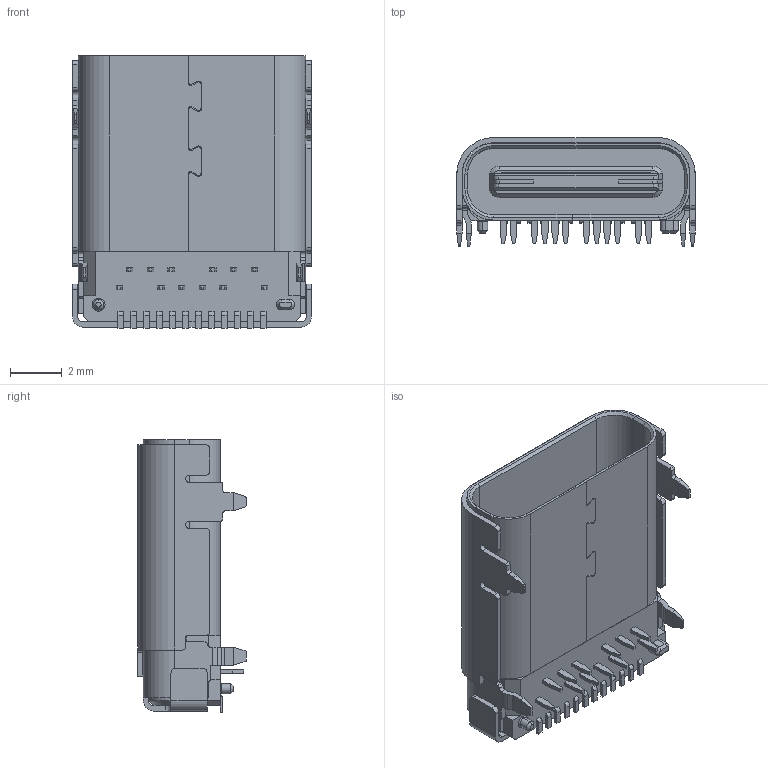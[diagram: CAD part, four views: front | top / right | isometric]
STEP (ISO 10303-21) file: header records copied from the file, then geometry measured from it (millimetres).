
FILE_DESCRIPTION (( 'STEP AP214' ), '1' );
FILE_NAME ('12401548E4#2A.STEP', '2019-10-30T21:26:41', ( '' ), ( '' ), 'SwSTEP 2.0', 'SolidWorks 2017', '' );
FILE_SCHEMA (( 'AUTOMOTIVE_DESIGN' ));
Length unit declared in the file: millimetre
Products named in the file (1): 12401548E4#2A
Bounding box: 9.2 x 4.17 x 10.5 mm (x, y, z)
Volume: 172.3 mm3; surface area: 1112.7 mm2
Topology: 55 solids, 55 shells, 2604 faces, 7468 edges, 4880 vertices
Faces by surface type: plane 1974, cylinder 610, cone 14, torus 6
Entity records: 85681 total; most frequent: CARTESIAN_POINT 15308, ORIENTED_EDGE 14936, DIRECTION 13685, EDGE_CURVE 7468, VECTOR 6215, LINE 6215, VERTEX_POINT 4880, AXIS2_PLACEMENT_3D 3735
